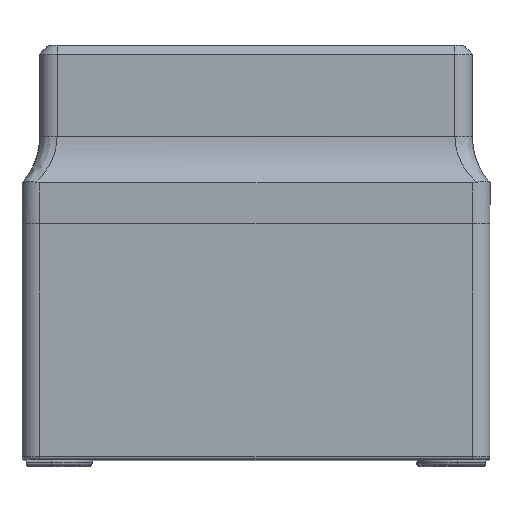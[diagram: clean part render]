
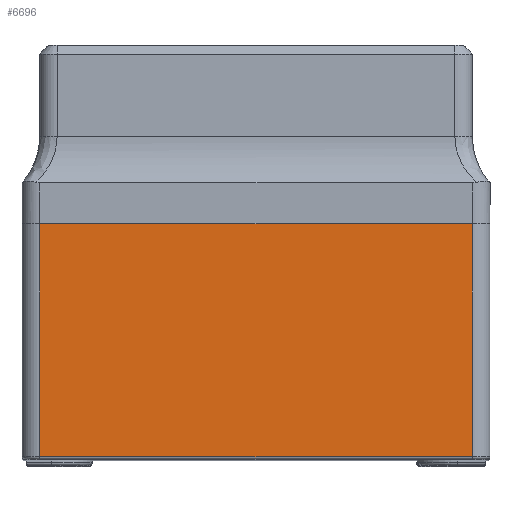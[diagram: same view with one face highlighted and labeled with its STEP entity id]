
A CAD part, top view. The second image highlights one B-rep face of the part: STEP entity #6696.
In plain terms, the highlighted planar face has unit normal (0, 0, 1).
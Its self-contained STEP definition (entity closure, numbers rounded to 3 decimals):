
#330 = DIRECTION ( 'NONE',  ( 0., 1., 0. ) ) ;
#2080 = CARTESIAN_POINT ( 'NONE',  ( -37., 40.3, 69.5 ) ) ;
#3581 = LINE ( 'NONE', #2080, #13436 ) ;
#3917 = CARTESIAN_POINT ( 'NONE',  ( 37., 0.5, 69.5 ) ) ;
#4117 = CARTESIAN_POINT ( 'NONE',  ( -37., 0.5, 69.5 ) ) ;
#5832 = VERTEX_POINT ( 'NONE', #18316 ) ;
#6618 = VECTOR ( 'NONE', #22326, 1000. ) ;
#6696 = ADVANCED_FACE ( 'NONE', ( #16618 ), #11099, .F. ) ;
#7680 = EDGE_CURVE ( 'NONE', #5832, #22304, #3581, .T. ) ;
#9154 = ORIENTED_EDGE ( 'NONE', *, *, #27569, .F. ) ;
#9637 = LINE ( 'NONE', #14263, #21186 ) ;
#9745 = LINE ( 'NONE', #26651, #16857 ) ;
#10628 = DIRECTION ( 'NONE',  ( -1., 0., 0. ) ) ;
#11099 = PLANE ( 'NONE',  #27190 ) ;
#12188 = ORIENTED_EDGE ( 'NONE', *, *, #20765, .T. ) ;
#13436 = VECTOR ( 'NONE', #21971, 1000. ) ;
#14263 = CARTESIAN_POINT ( 'NONE',  ( 37., 40.3, 69.5 ) ) ;
#15751 = ORIENTED_EDGE ( 'NONE', *, *, #22673, .T. ) ;
#16504 = CARTESIAN_POINT ( 'NONE',  ( -40., 40.3, 69.5 ) ) ;
#16618 = FACE_OUTER_BOUND ( 'NONE', #23590, .T. ) ;
#16857 = VECTOR ( 'NONE', #27018, 1000. ) ;
#18316 = CARTESIAN_POINT ( 'NONE',  ( -37., 40.3, 69.5 ) ) ;
#18690 = VERTEX_POINT ( 'NONE', #21074 ) ;
#19407 = CARTESIAN_POINT ( 'NONE',  ( -40., 40.3, 69.5 ) ) ;
#20765 = EDGE_CURVE ( 'NONE', #22304, #33381, #9745, .T. ) ;
#21074 = CARTESIAN_POINT ( 'NONE',  ( 37., 40.3, 69.5 ) ) ;
#21186 = VECTOR ( 'NONE', #330, 1000. ) ;
#21971 = DIRECTION ( 'NONE',  ( 0., -1., 0. ) ) ;
#22304 = VERTEX_POINT ( 'NONE', #4117 ) ;
#22326 = DIRECTION ( 'NONE',  ( 1., 0., 0. ) ) ;
#22673 = EDGE_CURVE ( 'NONE', #33381, #18690, #9637, .T. ) ;
#23590 = EDGE_LOOP ( 'NONE', ( #12188, #15751, #9154, #27064 ) ) ;
#26651 = CARTESIAN_POINT ( 'NONE',  ( -40., 0.5, 69.5 ) ) ;
#27018 = DIRECTION ( 'NONE',  ( 1., 0., 0. ) ) ;
#27064 = ORIENTED_EDGE ( 'NONE', *, *, #7680, .T. ) ;
#27122 = LINE ( 'NONE', #16504, #6618 ) ;
#27190 = AXIS2_PLACEMENT_3D ( 'NONE', #19407, #27866, #10628 ) ;
#27569 = EDGE_CURVE ( 'NONE', #5832, #18690, #27122, .T. ) ;
#27866 = DIRECTION ( 'NONE',  ( 0., 0., -1. ) ) ;
#33381 = VERTEX_POINT ( 'NONE', #3917 ) ;
